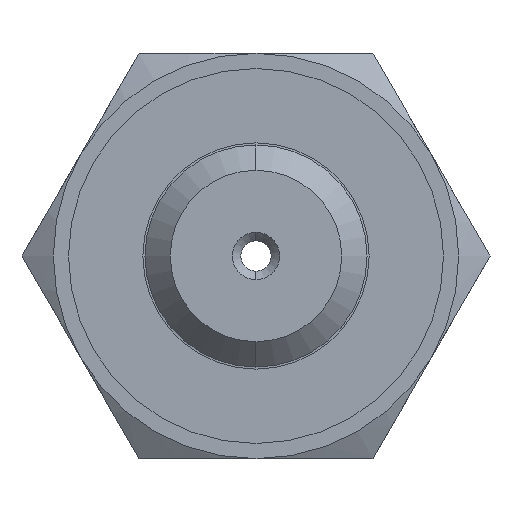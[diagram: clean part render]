
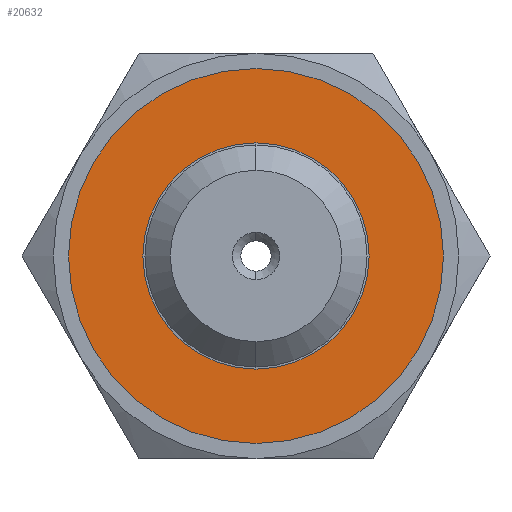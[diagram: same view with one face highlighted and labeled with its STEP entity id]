
A CAD part, front view. The second image highlights one B-rep face of the part: STEP entity #20632.
In plain terms, the highlighted planar face has unit normal (0, -1, 0).
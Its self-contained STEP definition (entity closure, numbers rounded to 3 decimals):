
#1139 = AXIS2_PLACEMENT_3D ( 'NONE', #11386, #20298, #18632 ) ;
#1425 = EDGE_CURVE ( 'NONE', #17600, #6941, #12751, .T. ) ;
#1478 = CARTESIAN_POINT ( 'NONE',  ( 0., 0., 0. ) ) ;
#1831 = AXIS2_PLACEMENT_3D ( 'NONE', #15220, #20450, #5189 ) ;
#2065 = ORIENTED_EDGE ( 'NONE', *, *, #1425, .T. ) ;
#2425 = CIRCLE ( 'NONE', #14889, 6.7 ) ;
#3215 = CARTESIAN_POINT ( 'NONE',  ( 0., 0., -11.1 ) ) ;
#3868 = ORIENTED_EDGE ( 'NONE', *, *, #11549, .F. ) ;
#4557 = AXIS2_PLACEMENT_3D ( 'NONE', #1478, #15101, #13391 ) ;
#5049 = VERTEX_POINT ( 'NONE', #6297 ) ;
#5101 = DIRECTION ( 'NONE',  ( 0., -1., 0. ) ) ;
#5189 = DIRECTION ( 'NONE',  ( 0., 0., -1. ) ) ;
#6035 = CARTESIAN_POINT ( 'NONE',  ( 0., 0., 0. ) ) ;
#6297 = CARTESIAN_POINT ( 'NONE',  ( 0., 0., -6.7 ) ) ;
#6941 = VERTEX_POINT ( 'NONE', #10566 ) ;
#7171 = EDGE_LOOP ( 'NONE', ( #19744, #3868 ) ) ;
#7312 = ORIENTED_EDGE ( 'NONE', *, *, #12798, .T. ) ;
#7894 = DIRECTION ( 'NONE',  ( 0., 0., -1. ) ) ;
#8181 = EDGE_CURVE ( 'NONE', #5049, #18845, #2425, .T. ) ;
#8503 = DIRECTION ( 'NONE',  ( 0., 0., -1. ) ) ;
#8579 = CIRCLE ( 'NONE', #1831, 11.1 ) ;
#10566 = CARTESIAN_POINT ( 'NONE',  ( 0., 0., 11.1 ) ) ;
#11061 = PLANE ( 'NONE',  #1139 ) ;
#11259 = DIRECTION ( 'NONE',  ( 0., -1., 0. ) ) ;
#11386 = CARTESIAN_POINT ( 'NONE',  ( -11.1, 0., 0. ) ) ;
#11549 = EDGE_CURVE ( 'NONE', #18845, #5049, #14966, .T. ) ;
#12751 = CIRCLE ( 'NONE', #4557, 11.1 ) ;
#12798 = EDGE_CURVE ( 'NONE', #6941, #17600, #8579, .T. ) ;
#12811 = CARTESIAN_POINT ( 'NONE',  ( 0., 0., 6.7 ) ) ;
#13391 = DIRECTION ( 'NONE',  ( 0., 0., -1. ) ) ;
#14889 = AXIS2_PLACEMENT_3D ( 'NONE', #6035, #11259, #7894 ) ;
#14966 = CIRCLE ( 'NONE', #15324, 6.7 ) ;
#15017 = CARTESIAN_POINT ( 'NONE',  ( 0., 0., 0. ) ) ;
#15101 = DIRECTION ( 'NONE',  ( 0., -1., 0. ) ) ;
#15220 = CARTESIAN_POINT ( 'NONE',  ( 0., 0., 0. ) ) ;
#15324 = AXIS2_PLACEMENT_3D ( 'NONE', #15017, #5101, #8503 ) ;
#17049 = EDGE_LOOP ( 'NONE', ( #2065, #7312 ) ) ;
#17600 = VERTEX_POINT ( 'NONE', #3215 ) ;
#18632 = DIRECTION ( 'NONE',  ( 0., 0., -1. ) ) ;
#18845 = VERTEX_POINT ( 'NONE', #12811 ) ;
#19744 = ORIENTED_EDGE ( 'NONE', *, *, #8181, .F. ) ;
#19883 = FACE_BOUND ( 'NONE', #7171, .T. ) ;
#20298 = DIRECTION ( 'NONE',  ( 0., -1., 0. ) ) ;
#20450 = DIRECTION ( 'NONE',  ( 0., -1., 0. ) ) ;
#20632 = ADVANCED_FACE ( 'NONE', ( #21963, #19883 ), #11061, .T. ) ;
#21963 = FACE_OUTER_BOUND ( 'NONE', #17049, .T. ) ;
